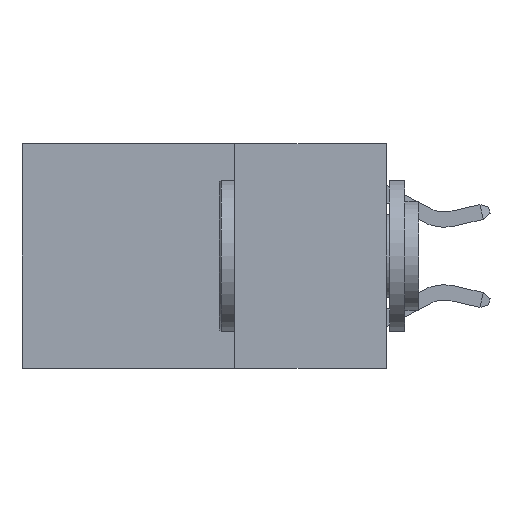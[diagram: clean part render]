
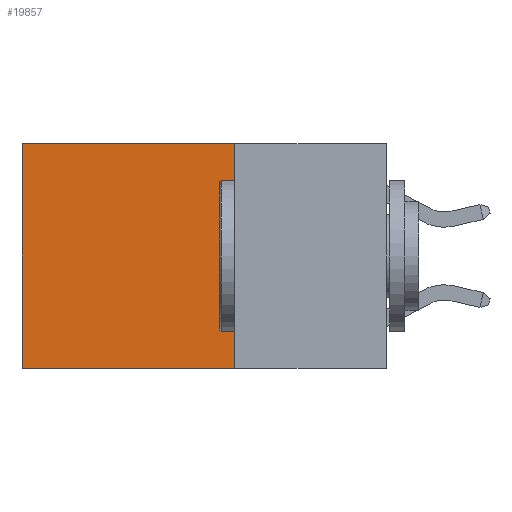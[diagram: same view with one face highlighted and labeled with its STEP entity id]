
A CAD part, left-side view. The second image highlights one B-rep face of the part: STEP entity #19857.
In plain terms, the highlighted planar face has unit normal (-1, 0, 0).
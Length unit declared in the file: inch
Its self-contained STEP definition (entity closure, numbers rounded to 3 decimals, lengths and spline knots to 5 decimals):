
#340 = CARTESIAN_POINT ( 'NONE',  ( 0.2625, 0.25, 0. ) ) ;
#349 = VECTOR ( 'NONE', #28734, 39.37008 ) ;
#729 = VECTOR ( 'NONE', #9614, 39.37008 ) ;
#1913 = CARTESIAN_POINT ( 'NONE',  ( 0.2625, 0.25, 0. ) ) ;
#2783 = LINE ( 'NONE', #27099, #729 ) ;
#2885 = VECTOR ( 'NONE', #3483, 39.37008 ) ;
#2889 = LINE ( 'NONE', #23505, #4135 ) ;
#3483 = DIRECTION ( 'NONE',  ( 0., 1., 0. ) ) ;
#4052 = CARTESIAN_POINT ( 'NONE',  ( 0.2625, 0.25, -0.37 ) ) ;
#4135 = VECTOR ( 'NONE', #14190, 39.37008 ) ;
#4371 = VERTEX_POINT ( 'NONE', #19011 ) ;
#6266 = LINE ( 'NONE', #4052, #2885 ) ;
#6883 = CARTESIAN_POINT ( 'NONE',  ( 0.2625, 0.6, -0.37 ) ) ;
#7224 = ORIENTED_EDGE ( 'NONE', *, *, #20525, .F. ) ;
#7804 = CARTESIAN_POINT ( 'NONE',  ( 0.2625, 0.6, 0. ) ) ;
#9614 = DIRECTION ( 'NONE',  ( 0., 0., -1. ) ) ;
#10976 = VERTEX_POINT ( 'NONE', #6883 ) ;
#12446 = DIRECTION ( 'NONE',  ( 0., 0., -1. ) ) ;
#12918 = ORIENTED_EDGE ( 'NONE', *, *, #16242, .F. ) ;
#13385 = EDGE_LOOP ( 'NONE', ( #15746, #7224, #12918, #14577 ) ) ;
#14190 = DIRECTION ( 'NONE',  ( 0., 0., -1. ) ) ;
#14577 = ORIENTED_EDGE ( 'NONE', *, *, #25085, .T. ) ;
#15746 = ORIENTED_EDGE ( 'NONE', *, *, #25285, .T. ) ;
#16242 = EDGE_CURVE ( 'NONE', #24516, #4371, #2783, .T. ) ;
#18799 = FACE_OUTER_BOUND ( 'NONE', #13385, .T. ) ;
#19011 = CARTESIAN_POINT ( 'NONE',  ( 0.2625, 0.25, -0.37 ) ) ;
#19246 = DIRECTION ( 'NONE',  ( 1., 0., 0. ) ) ;
#19713 = LINE ( 'NONE', #1913, #349 ) ;
#19857 = ADVANCED_FACE ( 'NONE', ( #18799 ), #28254, .F. ) ;
#19872 = VERTEX_POINT ( 'NONE', #7804 ) ;
#20525 = EDGE_CURVE ( 'NONE', #4371, #10976, #6266, .T. ) ;
#23505 = CARTESIAN_POINT ( 'NONE',  ( 0.2625, 0.6, 0. ) ) ;
#23523 = CARTESIAN_POINT ( 'NONE',  ( 0.2625, 0.25, 0. ) ) ;
#24516 = VERTEX_POINT ( 'NONE', #340 ) ;
#25085 = EDGE_CURVE ( 'NONE', #24516, #19872, #19713, .T. ) ;
#25285 = EDGE_CURVE ( 'NONE', #19872, #10976, #2889, .T. ) ;
#25578 = AXIS2_PLACEMENT_3D ( 'NONE', #23523, #19246, #12446 ) ;
#27099 = CARTESIAN_POINT ( 'NONE',  ( 0.2625, 0.25, 0. ) ) ;
#28254 = PLANE ( 'NONE',  #25578 ) ;
#28734 = DIRECTION ( 'NONE',  ( 0., 1., 0. ) ) ;
